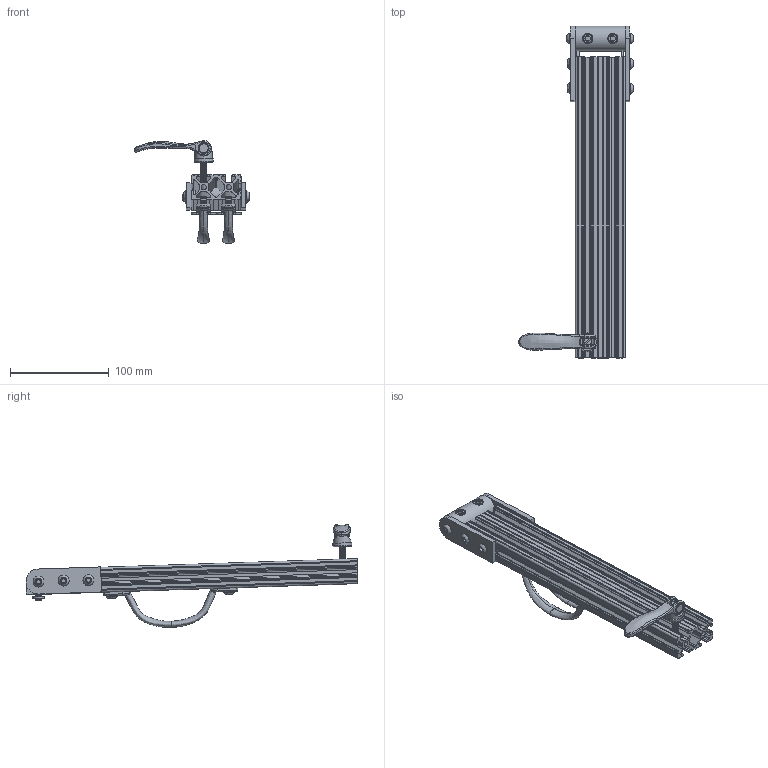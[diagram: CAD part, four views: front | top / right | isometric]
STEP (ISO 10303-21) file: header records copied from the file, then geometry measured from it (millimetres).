
FILE_DESCRIPTION( ( '' ), ' ' );
FILE_NAME( '5e8b8f651b3e2e13ec1fc49c.step', '2020-04-06T20:21:58', ( '' ), ( '' ), ' ', ' ', ' ' );
FILE_SCHEMA( ( 'AUTOMOTIVE_DESIGN { 1 0 10303 214 1 1 1 1 }' ) );
Length unit declared in the file: metre
Products named in the file (18): Inline/Perpendicular Pivot for 2" Double/Quad T-Slot <1>; Inline/Perpendicular Pivot for 2" Double/Quad T-Slot; Clamping Handle with Threaded Stud <1>; Clamping Handle with Threaded Stud; Assem1; T-Slot Nut; Button Head 1/4"-20, 1/2" Screw; Unthreaded-Hole Oval Pull Handle; T-Slot Double Wide Extrusion, 1ft
Assembly tree (33 placements, depth 3):
  Assem1
    T-Slot Nut  x8
    Button Head 1/4"-20, 1/2" Screw  x8
    Unthreaded-Hole Oval Pull Handle  x2
    T-Slot Double Wide Extrusion, 1ft
    Clamping Handle with Threaded Stud <1>
      Clamping Handle with Threaded Stud
      Clamping Handle with Threaded Stud
      Clamping Handle with Threaded Stud
    Inline/Perpendicular Pivot for 2" Double/Quad T-Slot <1>
      Inline/Perpendicular Pivot for 2" Double/Quad T-Slot
      Inline/Perpendicular Pivot for 2" Double/Quad T-Slot  x2
      Inline/Perpendicular Pivot for 2" Double/Quad T-Slot
      Inline/Perpendicular Pivot for 2" Double/Quad T-Slot
      Inline/Perpendicular Pivot for 2" Double/Quad T-Slot
      Inline/Perpendicular Pivot for 2" Double/Quad T-Slot
      Inline/Perpendicular Pivot for 2" Double/Quad T-Slot
      Inline/Perpendicular Pivot for 2" Double/Quad T-Slot
Bounding box: 116.13 x 336.81 x 104.52 mm (x, y, z)
Volume: 235022.6 mm3; surface area: 170936.1 mm2
Topology: 31 solids, 31 shells, 724 faces, 2244 edges, 1627 vertices
Faces by surface type: plane 297, cylinder 240, cone 95, bspline 53, torus 27, sphere 10, extrusion 2
Full cylindrical faces by diameter (mm): 3.429 x1, 5.207 x2, 5.537 x4, 6.35 x32, 6.528 x8, 7.137 x8, 9.525 x2, 10.16 x3, 10.312 x2, 11.1 x10, 17.78 x1, 19.05 x1
Entity records: 34046 total; most frequent: CARTESIAN_POINT 18761, ORIENTED_EDGE 2712, DIRECTION 2135, EDGE_CURVE 1356, VERTEX_POINT 1016, AXIS2_PLACEMENT_3D 832, EDGE_LOOP 542, VECTOR 471
